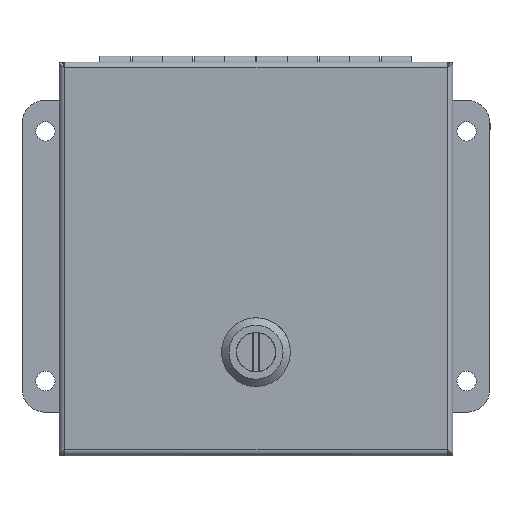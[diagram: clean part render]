
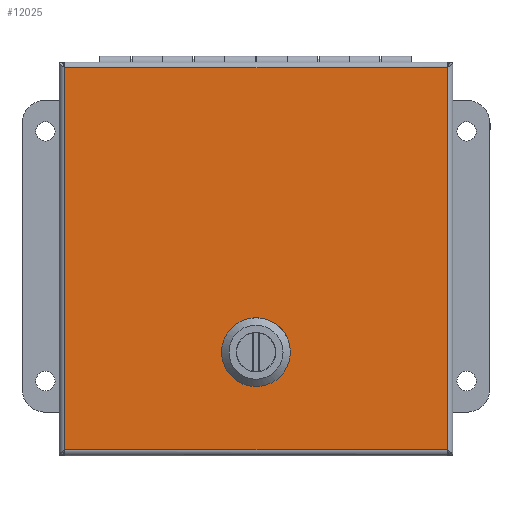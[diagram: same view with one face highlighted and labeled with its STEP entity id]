
A CAD part, top view. The second image highlights one B-rep face of the part: STEP entity #12025.
In plain terms, the highlighted face is planar.
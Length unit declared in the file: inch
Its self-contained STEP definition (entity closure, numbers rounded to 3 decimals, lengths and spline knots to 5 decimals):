
#541=FACE_BOUND('',#2265,.T.);
#616=CIRCLE('',#13042,0.45);
#618=CIRCLE('',#13046,0.45);
#620=CIRCLE('',#13050,0.45);
#622=CIRCLE('',#13054,0.45);
#1157=PLANE('',#13062);
#1542=FACE_OUTER_BOUND('',#2264,.T.);
#2264=EDGE_LOOP('',(#8089,#8090,#8091,#8092));
#2265=EDGE_LOOP('',(#8093,#8094,#8095,#8096,#8097,#8098,#8099,#8100));
#3017=LINE('',#17929,#4019);
#3040=LINE('',#18114,#4042);
#3056=LINE('',#18319,#4058);
#3060=LINE('',#18331,#4062);
#3064=LINE('',#18343,#4066);
#3068=LINE('',#18354,#4070);
#3070=LINE('',#18358,#4072);
#3072=LINE('',#18362,#4074);
#4019=VECTOR('',#14303,0.3937);
#4042=VECTOR('',#14348,0.3937);
#4058=VECTOR('',#14402,0.3937);
#4062=VECTOR('',#14414,0.3937);
#4066=VECTOR('',#14426,0.3937);
#4070=VECTOR('',#14438,0.3937);
#4072=VECTOR('',#14444,0.3937);
#4074=VECTOR('',#14450,0.3937);
#5118=VERTEX_POINT('',#17793);
#5141=VERTEX_POINT('',#17928);
#5153=VERTEX_POINT('',#18029);
#5163=VERTEX_POINT('',#18108);
#5168=VERTEX_POINT('',#18309);
#5169=VERTEX_POINT('',#18310);
#5172=VERTEX_POINT('',#18318);
#5174=VERTEX_POINT('',#18324);
#5176=VERTEX_POINT('',#18330);
#5178=VERTEX_POINT('',#18336);
#5180=VERTEX_POINT('',#18342);
#5182=VERTEX_POINT('',#18348);
#6200=EDGE_CURVE('',#5141,#5118,#3017,.T.);
#6237=EDGE_CURVE('',#5153,#5163,#3040,.T.);
#6260=EDGE_CURVE('',#5168,#5169,#616,.T.);
#6264=EDGE_CURVE('',#5172,#5168,#3056,.T.);
#6267=EDGE_CURVE('',#5174,#5172,#618,.T.);
#6270=EDGE_CURVE('',#5176,#5174,#3060,.T.);
#6273=EDGE_CURVE('',#5178,#5176,#620,.T.);
#6276=EDGE_CURVE('',#5180,#5178,#3064,.T.);
#6279=EDGE_CURVE('',#5182,#5180,#622,.T.);
#6282=EDGE_CURVE('',#5169,#5182,#3068,.T.);
#6284=EDGE_CURVE('',#5163,#5141,#3070,.T.);
#6286=EDGE_CURVE('',#5118,#5153,#3072,.T.);
#8089=ORIENTED_EDGE('',*,*,#6237,.T.);
#8090=ORIENTED_EDGE('',*,*,#6284,.T.);
#8091=ORIENTED_EDGE('',*,*,#6200,.T.);
#8092=ORIENTED_EDGE('',*,*,#6286,.T.);
#8093=ORIENTED_EDGE('',*,*,#6260,.T.);
#8094=ORIENTED_EDGE('',*,*,#6282,.T.);
#8095=ORIENTED_EDGE('',*,*,#6279,.T.);
#8096=ORIENTED_EDGE('',*,*,#6276,.T.);
#8097=ORIENTED_EDGE('',*,*,#6273,.T.);
#8098=ORIENTED_EDGE('',*,*,#6270,.T.);
#8099=ORIENTED_EDGE('',*,*,#6267,.T.);
#8100=ORIENTED_EDGE('',*,*,#6264,.T.);
#12025=ADVANCED_FACE('',(#1542,#541),#1157,.F.);
#13042=AXIS2_PLACEMENT_3D('',#18311,#14394,#14395);
#13046=AXIS2_PLACEMENT_3D('',#18325,#14407,#14408);
#13050=AXIS2_PLACEMENT_3D('',#18337,#14419,#14420);
#13054=AXIS2_PLACEMENT_3D('',#18349,#14431,#14432);
#13062=AXIS2_PLACEMENT_3D('',#18364,#14453,#14454);
#14303=DIRECTION('',(0.,1.,0.));
#14348=DIRECTION('',(0.,-1.,0.));
#14394=DIRECTION('center_axis',(0.,0.,1.));
#14395=DIRECTION('ref_axis',(-0.889,0.458,0.));
#14402=DIRECTION('',(-1.,0.,0.));
#14407=DIRECTION('center_axis',(0.,0.,1.));
#14408=DIRECTION('ref_axis',(0.458,0.889,0.));
#14414=DIRECTION('',(0.,1.,0.));
#14419=DIRECTION('center_axis',(0.,0.,1.));
#14420=DIRECTION('ref_axis',(0.889,-0.458,0.));
#14426=DIRECTION('',(1.,0.,0.));
#14431=DIRECTION('center_axis',(0.,0.,1.));
#14432=DIRECTION('ref_axis',(-0.458,-0.889,0.));
#14438=DIRECTION('',(0.,-1.,0.));
#14444=DIRECTION('',(-1.,0.,0.));
#14450=DIRECTION('',(1.,0.,0.));
#14453=DIRECTION('center_axis',(0.,0.,1.));
#14454=DIRECTION('ref_axis',(1.,0.,0.));
#17793=CARTESIAN_POINT('',(0.09325,6.21675,0.));
#17928=CARTESIAN_POINT('',(0.09325,0.09325,0.));
#17929=CARTESIAN_POINT('',(0.09325,1.62413,0.));
#18029=CARTESIAN_POINT('',(6.21675,6.21675,0.));
#18108=CARTESIAN_POINT('',(6.21675,0.09325,0.));
#18114=CARTESIAN_POINT('',(6.21675,4.68588,0.));
#18309=CARTESIAN_POINT('',(4.44384,3.555,0.));
#18310=CARTESIAN_POINT('',(4.25,3.36116,0.));
#18311=CARTESIAN_POINT('Origin',(4.65,3.155,0.));
#18318=CARTESIAN_POINT('',(4.85616,3.555,0.));
#18319=CARTESIAN_POINT('',(4.00558,3.555,0.));
#18324=CARTESIAN_POINT('',(5.05,3.36116,0.));
#18325=CARTESIAN_POINT('Origin',(4.65,3.155,0.));
#18330=CARTESIAN_POINT('',(5.05,2.94884,0.));
#18331=CARTESIAN_POINT('',(5.05,3.05192,0.));
#18336=CARTESIAN_POINT('',(4.85616,2.755,0.));
#18337=CARTESIAN_POINT('Origin',(4.65,3.155,0.));
#18342=CARTESIAN_POINT('',(4.44384,2.755,0.));
#18343=CARTESIAN_POINT('',(3.79942,2.755,0.));
#18348=CARTESIAN_POINT('',(4.25,2.94884,0.));
#18349=CARTESIAN_POINT('Origin',(4.65,3.155,0.));
#18354=CARTESIAN_POINT('',(4.25,3.25808,0.));
#18358=CARTESIAN_POINT('',(4.68588,0.09325,0.));
#18362=CARTESIAN_POINT('',(1.62413,6.21675,0.));
#18364=CARTESIAN_POINT('Origin',(3.155,3.155,0.));
